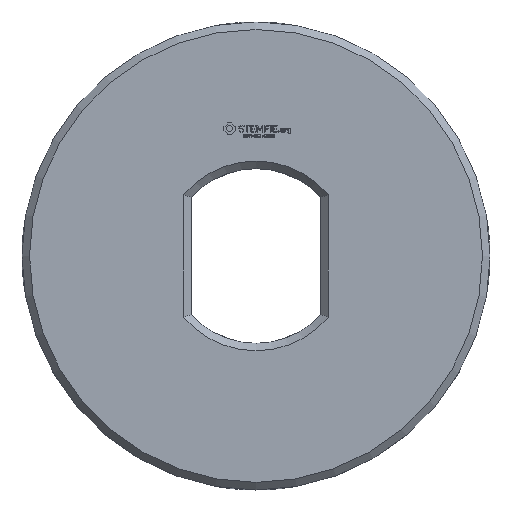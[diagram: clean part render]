
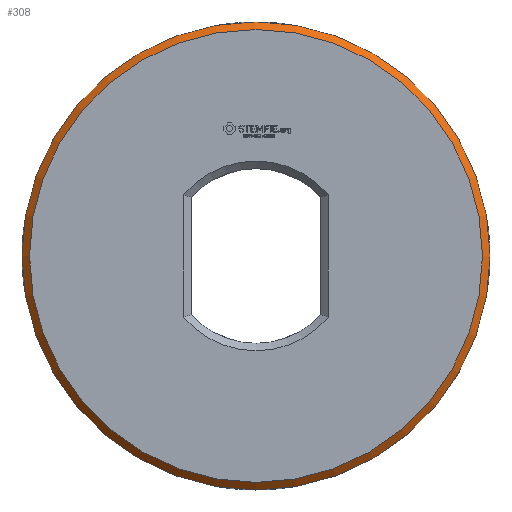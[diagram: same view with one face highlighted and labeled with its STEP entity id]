
A CAD part, top view. The second image highlights one B-rep face of the part: STEP entity #308.
In plain terms, the highlighted conical face has half-angle 45 degrees and reference radius 9.375 mm.
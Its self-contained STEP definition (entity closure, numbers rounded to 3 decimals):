
#73 = VERTEX_POINT('',#74);
#74 = CARTESIAN_POINT('',(9.375,0.,2.825));
#80 = EDGE_CURVE('',#73,#73,#81,.T.);
#81 = CIRCLE('',#82,9.375);
#82 = AXIS2_PLACEMENT_3D('',#83,#84,#85);
#83 = CARTESIAN_POINT('',(0.,0.,2.825));
#84 = DIRECTION('',(0.,0.,1.));
#85 = DIRECTION('',(1.,0.,0.));
#308 = ADVANCED_FACE('',(#309),#328,.T.);
#309 = FACE_BOUND('',#310,.T.);
#310 = EDGE_LOOP('',(#311,#319,#320,#321));
#311 = ORIENTED_EDGE('',*,*,#312,.F.);
#312 = EDGE_CURVE('',#73,#313,#315,.T.);
#313 = VERTEX_POINT('',#314);
#314 = CARTESIAN_POINT('',(9.075,0.,3.125));
#315 = LINE('',#316,#317);
#316 = CARTESIAN_POINT('',(9.375,0.,2.825));
#317 = VECTOR('',#318,1.);
#318 = DIRECTION('',(-0.707,0.,0.707));
#319 = ORIENTED_EDGE('',*,*,#80,.T.);
#320 = ORIENTED_EDGE('',*,*,#312,.T.);
#321 = ORIENTED_EDGE('',*,*,#322,.F.);
#322 = EDGE_CURVE('',#313,#313,#323,.T.);
#323 = CIRCLE('',#324,9.075);
#324 = AXIS2_PLACEMENT_3D('',#325,#326,#327);
#325 = CARTESIAN_POINT('',(0.,0.,3.125));
#326 = DIRECTION('',(0.,0.,1.));
#327 = DIRECTION('',(1.,0.,0.));
#328 = CONICAL_SURFACE('',#329,9.375,0.785);
#329 = AXIS2_PLACEMENT_3D('',#330,#331,#332);
#330 = CARTESIAN_POINT('',(0.,0.,2.825));
#331 = DIRECTION('',(-0.,-0.,-1.));
#332 = DIRECTION('',(1.,0.,0.));
